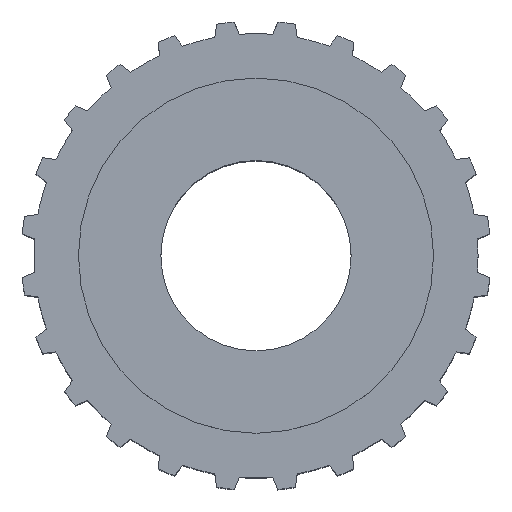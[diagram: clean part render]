
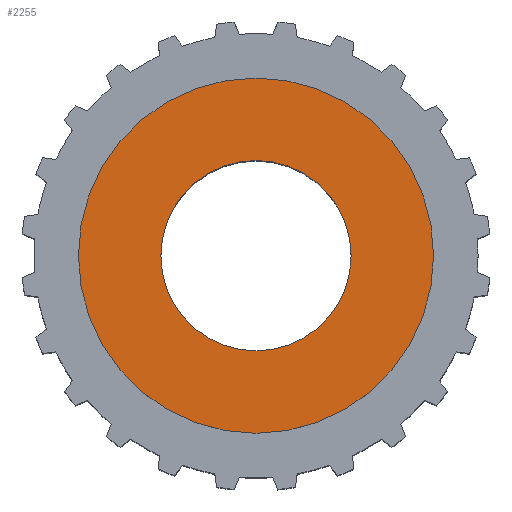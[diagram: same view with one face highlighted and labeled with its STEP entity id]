
A CAD part, top view. The second image highlights one B-rep face of the part: STEP entity #2255.
In plain terms, the highlighted planar face has unit normal (0, 0, 1).
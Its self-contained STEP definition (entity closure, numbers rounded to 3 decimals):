
#110 = CIRCLE ( 'NONE', #2520, 7.5 ) ;
#121 = EDGE_LOOP ( 'NONE', ( #2297, #820 ) ) ;
#437 = EDGE_CURVE ( 'NONE', #3213, #3162, #982, .T. ) ;
#492 = ORIENTED_EDGE ( 'NONE', *, *, #437, .T. ) ;
#574 = DIRECTION ( 'NONE',  ( 1., 0., 0. ) ) ;
#726 = CARTESIAN_POINT ( 'NONE',  ( 14., 0., 15. ) ) ;
#805 = PLANE ( 'NONE',  #1837 ) ;
#820 = ORIENTED_EDGE ( 'NONE', *, *, #944, .F. ) ;
#944 = EDGE_CURVE ( 'NONE', #2653, #2446, #110, .T. ) ;
#982 = CIRCLE ( 'NONE', #2690, 14. ) ;
#1121 = DIRECTION ( 'NONE',  ( 0., 0., 1. ) ) ;
#1161 = EDGE_CURVE ( 'NONE', #3162, #3213, #1853, .T. ) ;
#1471 = EDGE_CURVE ( 'NONE', #2446, #2653, #2515, .T. ) ;
#1589 = EDGE_LOOP ( 'NONE', ( #2371, #492 ) ) ;
#1590 = AXIS2_PLACEMENT_3D ( 'NONE', #3860, #1904, #4206 ) ;
#1782 = DIRECTION ( 'NONE',  ( 0., 0., 1. ) ) ;
#1837 = AXIS2_PLACEMENT_3D ( 'NONE', #3038, #1121, #3370 ) ;
#1853 = CIRCLE ( 'NONE', #1590, 14. ) ;
#1873 = CARTESIAN_POINT ( 'NONE',  ( 0., 0., 15. ) ) ;
#1904 = DIRECTION ( 'NONE',  ( 0., 0., 1. ) ) ;
#2190 = DIRECTION ( 'NONE',  ( 1., 0., 0. ) ) ;
#2255 = ADVANCED_FACE ( 'NONE', ( #3687, #2810 ), #805, .T. ) ;
#2297 = ORIENTED_EDGE ( 'NONE', *, *, #1471, .F. ) ;
#2371 = ORIENTED_EDGE ( 'NONE', *, *, #1161, .T. ) ;
#2446 = VERTEX_POINT ( 'NONE', #3442 ) ;
#2515 = CIRCLE ( 'NONE', #3013, 7.5 ) ;
#2520 = AXIS2_PLACEMENT_3D ( 'NONE', #3727, #1782, #4079 ) ;
#2653 = VERTEX_POINT ( 'NONE', #3565 ) ;
#2690 = AXIS2_PLACEMENT_3D ( 'NONE', #3135, #3217, #574 ) ;
#2810 = FACE_OUTER_BOUND ( 'NONE', #1589, .T. ) ;
#3013 = AXIS2_PLACEMENT_3D ( 'NONE', #1873, #4175, #2190 ) ;
#3038 = CARTESIAN_POINT ( 'NONE',  ( 0., 0., 15. ) ) ;
#3135 = CARTESIAN_POINT ( 'NONE',  ( 0., 0., 15. ) ) ;
#3162 = VERTEX_POINT ( 'NONE', #726 ) ;
#3213 = VERTEX_POINT ( 'NONE', #3341 ) ;
#3217 = DIRECTION ( 'NONE',  ( 0., 0., 1. ) ) ;
#3341 = CARTESIAN_POINT ( 'NONE',  ( -14., 0., 15. ) ) ;
#3370 = DIRECTION ( 'NONE',  ( 1., 0., 0. ) ) ;
#3442 = CARTESIAN_POINT ( 'NONE',  ( -7.5, 0., 15. ) ) ;
#3565 = CARTESIAN_POINT ( 'NONE',  ( 7.5, 0., 15. ) ) ;
#3687 = FACE_BOUND ( 'NONE', #121, .T. ) ;
#3727 = CARTESIAN_POINT ( 'NONE',  ( 0., 0., 15. ) ) ;
#3860 = CARTESIAN_POINT ( 'NONE',  ( 0., 0., 15. ) ) ;
#4079 = DIRECTION ( 'NONE',  ( 1., 0., 0. ) ) ;
#4175 = DIRECTION ( 'NONE',  ( 0., 0., 1. ) ) ;
#4206 = DIRECTION ( 'NONE',  ( 1., 0., 0. ) ) ;
